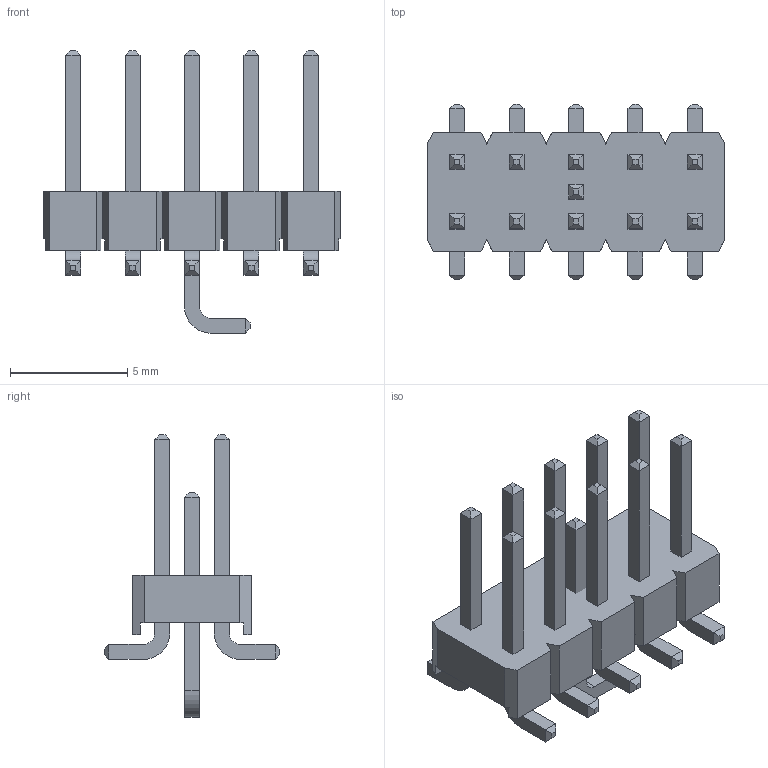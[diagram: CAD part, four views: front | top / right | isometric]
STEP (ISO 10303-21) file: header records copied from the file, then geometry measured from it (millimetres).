
FILE_DESCRIPTION( ( 'Unknown' ), '1' );
FILE_NAME( '61001021121.stp', 'Unknown', ( 'Unknown' ), ( 'Unknown' ), 'PSStep 14.0', 'Unknown', ' ' );
FILE_SCHEMA( ( 'AUTOMOTIVE_DESIGN { 1 0 10303 214 1 1 1 1 }' ) );
Length unit declared in the file: millimetre
Products named in the file (3): Assem1; 6100xx21121_PIN; 61001021121
Bounding box: 12.7 x 7.5 x 12.07 mm (x, y, z)
Volume: 299.4 mm3; surface area: 877.3 mm2
Topology: 13 solids, 13 shells, 386 faces, 992 edges, 632 vertices
Faces by surface type: plane 364, cylinder 22
Entity records: 4572 total; most frequent: CARTESIAN_POINT 648, ORIENTED_EDGE 632, DIRECTION 568, EDGE_CURVE 316, LINE 312, VECTOR 312, VERTEX_POINT 208, EDGE_LOOP 132
